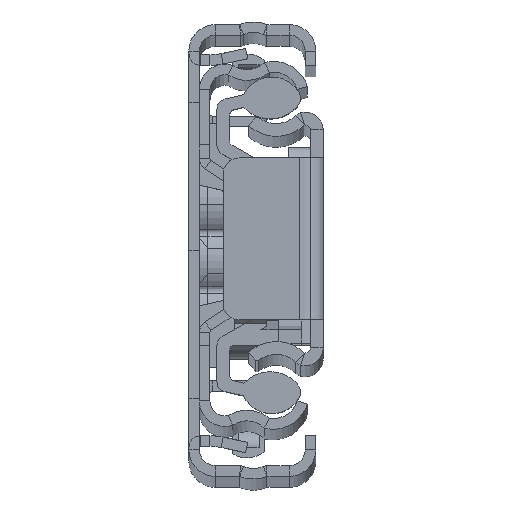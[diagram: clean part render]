
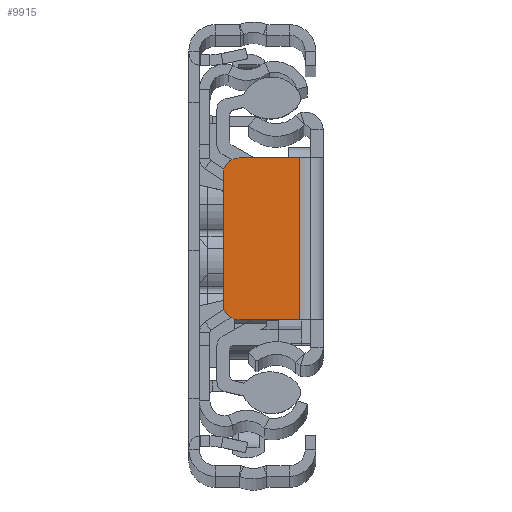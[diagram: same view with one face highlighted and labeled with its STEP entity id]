
A CAD part, top view. The second image highlights one B-rep face of the part: STEP entity #9915.
In plain terms, the highlighted planar face has unit normal (0, 0, 1).
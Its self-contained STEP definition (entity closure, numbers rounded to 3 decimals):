
#1010 = VERTEX_POINT ( 'NONE', #9006 ) ;
#1435 = CARTESIAN_POINT ( 'NONE',  ( -2.2, -7.65, 0. ) ) ;
#1612 = ORIENTED_EDGE ( 'NONE', *, *, #18252, .T. ) ;
#1691 = VERTEX_POINT ( 'NONE', #18997 ) ;
#1943 = VECTOR ( 'NONE', #5905, 1000. ) ;
#1981 = CARTESIAN_POINT ( 'NONE',  ( -7.95, 6.15, 0. ) ) ;
#2094 = ORIENTED_EDGE ( 'NONE', *, *, #5730, .T. ) ;
#2276 = VERTEX_POINT ( 'NONE', #16921 ) ;
#2777 = LINE ( 'NONE', #1435, #16851 ) ;
#3285 = VERTEX_POINT ( 'NONE', #3570 ) ;
#3553 = DIRECTION ( 'NONE',  ( 0., 0., 1. ) ) ;
#3570 = CARTESIAN_POINT ( 'NONE',  ( -7.95, -7.65, 0. ) ) ;
#4213 = CARTESIAN_POINT ( 'NONE',  ( 0., -7.65, 0. ) ) ;
#4738 = EDGE_LOOP ( 'NONE', ( #15202, #13672, #15850, #19752, #2094, #1612 ) ) ;
#5361 = FACE_OUTER_BOUND ( 'NONE', #4738, .T. ) ;
#5730 = EDGE_CURVE ( 'NONE', #2276, #21370, #21092, .T. ) ;
#5905 = DIRECTION ( 'NONE',  ( 1., 0., 0. ) ) ;
#6040 = CARTESIAN_POINT ( 'NONE',  ( -7.95, -6.15, 0. ) ) ;
#7605 = VECTOR ( 'NONE', #15720, 1000. ) ;
#7611 = EDGE_CURVE ( 'NONE', #2276, #1010, #2777, .T. ) ;
#8190 = CIRCLE ( 'NONE', #17101, 1.5 ) ;
#8912 = LINE ( 'NONE', #4213, #1943 ) ;
#9006 = CARTESIAN_POINT ( 'NONE',  ( -2.2, -7.65, 0. ) ) ;
#9387 = CARTESIAN_POINT ( 'NONE',  ( 0., 7.65, 0. ) ) ;
#9915 = ADVANCED_FACE ( 'NONE', ( #5361 ), #11092, .F. ) ;
#10042 = DIRECTION ( 'NONE',  ( -1., 0., 0. ) ) ;
#10478 = CARTESIAN_POINT ( 'NONE',  ( -9.45, 0., 0. ) ) ;
#11092 = PLANE ( 'NONE',  #16170 ) ;
#13412 = EDGE_CURVE ( 'NONE', #1691, #20575, #19169, .T. ) ;
#13672 = ORIENTED_EDGE ( 'NONE', *, *, #18996, .T. ) ;
#13854 = DIRECTION ( 'NONE',  ( 0., 0., -1. ) ) ;
#14531 = CARTESIAN_POINT ( 'NONE',  ( -9.45, -6.15, 0. ) ) ;
#14567 = EDGE_CURVE ( 'NONE', #3285, #1010, #8912, .T. ) ;
#15163 = AXIS2_PLACEMENT_3D ( 'NONE', #6040, #19638, #18905 ) ;
#15173 = CARTESIAN_POINT ( 'NONE',  ( 0., 0., 0. ) ) ;
#15202 = ORIENTED_EDGE ( 'NONE', *, *, #13412, .T. ) ;
#15693 = VECTOR ( 'NONE', #19652, 1000. ) ;
#15720 = DIRECTION ( 'NONE',  ( 0., -1., 0. ) ) ;
#15850 = ORIENTED_EDGE ( 'NONE', *, *, #14567, .T. ) ;
#16170 = AXIS2_PLACEMENT_3D ( 'NONE', #15173, #13854, #10042 ) ;
#16676 = CARTESIAN_POINT ( 'NONE',  ( -7.95, 7.65, 0. ) ) ;
#16851 = VECTOR ( 'NONE', #21819, 1000. ) ;
#16921 = CARTESIAN_POINT ( 'NONE',  ( -2.2, 7.65, 0. ) ) ;
#17101 = AXIS2_PLACEMENT_3D ( 'NONE', #1981, #3553, #17181 ) ;
#17181 = DIRECTION ( 'NONE',  ( -1., 0., 0. ) ) ;
#17670 = CIRCLE ( 'NONE', #15163, 1.5 ) ;
#18252 = EDGE_CURVE ( 'NONE', #21370, #1691, #8190, .T. ) ;
#18905 = DIRECTION ( 'NONE',  ( -1., 0., 0. ) ) ;
#18996 = EDGE_CURVE ( 'NONE', #20575, #3285, #17670, .T. ) ;
#18997 = CARTESIAN_POINT ( 'NONE',  ( -9.45, 6.15, 0. ) ) ;
#19169 = LINE ( 'NONE', #10478, #7605 ) ;
#19638 = DIRECTION ( 'NONE',  ( 0., 0., 1. ) ) ;
#19652 = DIRECTION ( 'NONE',  ( -1., 0., 0. ) ) ;
#19752 = ORIENTED_EDGE ( 'NONE', *, *, #7611, .F. ) ;
#20575 = VERTEX_POINT ( 'NONE', #14531 ) ;
#21092 = LINE ( 'NONE', #9387, #15693 ) ;
#21370 = VERTEX_POINT ( 'NONE', #16676 ) ;
#21819 = DIRECTION ( 'NONE',  ( 0., -1., 0. ) ) ;
